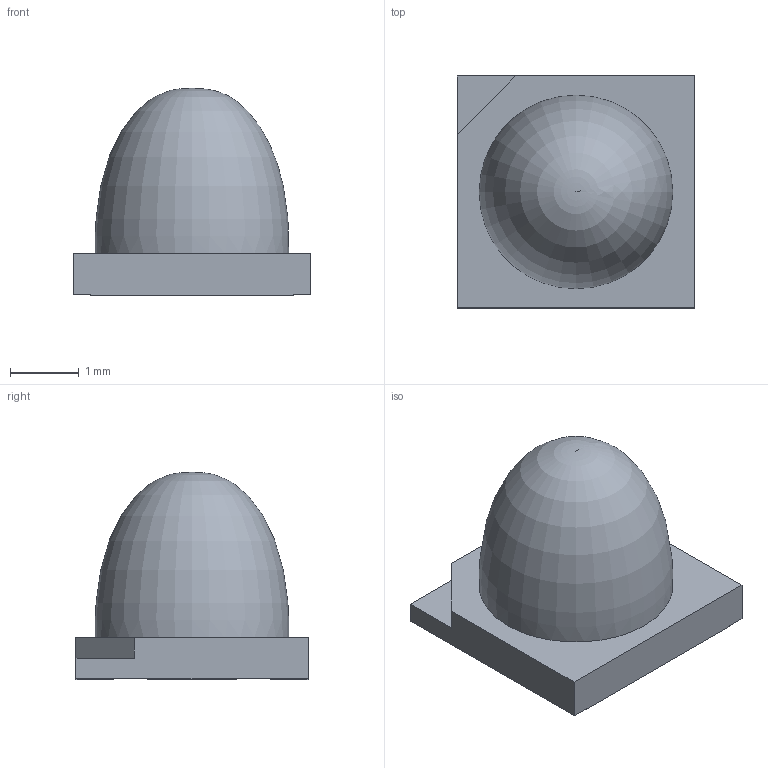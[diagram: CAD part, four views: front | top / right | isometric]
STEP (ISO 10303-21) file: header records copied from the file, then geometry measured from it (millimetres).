
FILE_DESCRIPTION(/* description */ (''),/* implementation_level */ '2;1');
FILE_NAME(/* name */ '3c5ee25d-1768-47fd-9945-6e277ea60267.stp',/* time_stamp */ '2018-08-03T02:15:23+00:00',/* author */ (''),/* organization */ (''),/* preprocessor_version */ 'ST-DEVELOPER v17',/* originating_system */ 'Autodesk Translation Framework v7.1.0.215',/* authorisation */ '');
FILE_SCHEMA (('AUTOMOTIVE_DESIGN { 1 0 10303 214 3 1 1 }'));
Length unit declared in the file: millimetre
Products named in the file (1): ProLight PK2N LED
Bounding box: 3.45 x 3.37 x 3.01 mm (x, y, z)
Volume: 17.6 mm3; surface area: 57.3 mm2
Topology: 2 solids, 2 shells, 23 faces, 57 edges, 38 vertices
Faces by surface type: plane 22, bspline 1
Entity records: 914 total; most frequent: CARTESIAN_POINT 316, ORIENTED_EDGE 112, DIRECTION 102, EDGE_CURVE 56, LINE 54, VECTOR 54, VERTEX_POINT 38, EDGE_LOOP 24
